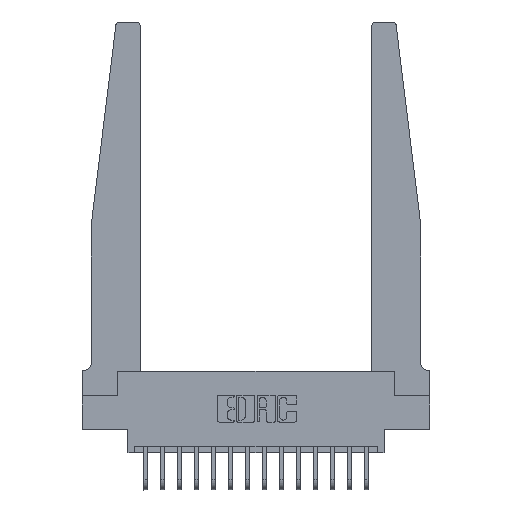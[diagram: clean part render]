
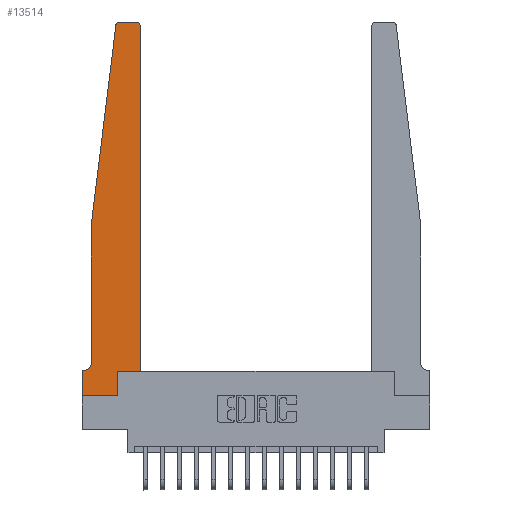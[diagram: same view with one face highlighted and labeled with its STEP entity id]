
A CAD part, top view. The second image highlights one B-rep face of the part: STEP entity #13514.
In plain terms, the highlighted planar face has unit normal (0, 0, 1).
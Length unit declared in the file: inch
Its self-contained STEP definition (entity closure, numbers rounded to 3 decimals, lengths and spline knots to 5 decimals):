
#381 = DIRECTION ( 'NONE',  ( 1., 0., 0. ) ) ;
#843 = VECTOR ( 'NONE', #3977, 39.37008 ) ;
#1346 = LINE ( 'NONE', #16614, #1852 ) ;
#1364 = CARTESIAN_POINT ( 'NONE',  ( 0.395, 2.75, 0.37 ) ) ;
#1385 = CARTESIAN_POINT ( 'NONE',  ( 0.015, 0.1875, 0.37 ) ) ;
#1852 = VECTOR ( 'NONE', #10848, 39.37008 ) ;
#1967 = DIRECTION ( 'NONE',  ( 0., 1., 0. ) ) ;
#2058 = LINE ( 'NONE', #4816, #8691 ) ;
#2271 = CARTESIAN_POINT ( 'NONE',  ( 0.065, 1.25, 0.37 ) ) ;
#2350 = EDGE_CURVE ( 'NONE', #11957, #8185, #16509, .T. ) ;
#2860 = CARTESIAN_POINT ( 'NONE',  ( 0., 0.1875, 0.37 ) ) ;
#2986 = EDGE_CURVE ( 'NONE', #8653, #11985, #6852, .T. ) ;
#3300 = ORIENTED_EDGE ( 'NONE', *, *, #12136, .T. ) ;
#3360 = CARTESIAN_POINT ( 'NONE',  ( 0.395, 2.72, 0.37 ) ) ;
#3455 = EDGE_CURVE ( 'NONE', #5817, #11235, #2058, .T. ) ;
#3812 = LINE ( 'NONE', #18039, #15140 ) ;
#3834 = CARTESIAN_POINT ( 'NONE',  ( 0., 0.1875, 0.37 ) ) ;
#3840 = AXIS2_PLACEMENT_3D ( 'NONE', #10994, #5116, #12667 ) ;
#3957 = CARTESIAN_POINT ( 'NONE',  ( 0., 0., 0.37 ) ) ;
#3977 = DIRECTION ( 'NONE',  ( -1., 0., 0. ) ) ;
#4031 = DIRECTION ( 'NONE',  ( 0., 0., -1. ) ) ;
#4081 = VECTOR ( 'NONE', #1967, 39.37008 ) ;
#4427 = ORIENTED_EDGE ( 'NONE', *, *, #13051, .T. ) ;
#4438 = CIRCLE ( 'NONE', #15937, 0.05 ) ;
#4635 = FACE_OUTER_BOUND ( 'NONE', #18095, .T. ) ;
#4650 = DIRECTION ( 'NONE',  ( -1., 0., 0. ) ) ;
#4721 = DIRECTION ( 'NONE',  ( 0., 0., 1. ) ) ;
#4816 = CARTESIAN_POINT ( 'NONE',  ( 0.2605, 0.18, 0.37 ) ) ;
#5116 = DIRECTION ( 'NONE',  ( 0., 0., 1. ) ) ;
#5128 = VERTEX_POINT ( 'NONE', #1385 ) ;
#5368 = VECTOR ( 'NONE', #12494, 39.37008 ) ;
#5370 = DIRECTION ( 'NONE',  ( 0., -1., 0. ) ) ;
#5635 = LINE ( 'NONE', #7447, #843 ) ;
#5713 = CARTESIAN_POINT ( 'NONE',  ( 0.24675, 2.72367, 0.37 ) ) ;
#5817 = VERTEX_POINT ( 'NONE', #13443 ) ;
#6034 = CARTESIAN_POINT ( 'NONE',  ( 0.065, 0.2375, 0.37 ) ) ;
#6720 = VERTEX_POINT ( 'NONE', #1364 ) ;
#6727 = ORIENTED_EDGE ( 'NONE', *, *, #11214, .T. ) ;
#6852 = LINE ( 'NONE', #3957, #15802 ) ;
#6967 = CARTESIAN_POINT ( 'NONE',  ( 0.015, 0.2375, 0.37 ) ) ;
#7430 = VERTEX_POINT ( 'NONE', #6034 ) ;
#7447 = CARTESIAN_POINT ( 'NONE',  ( 0.25, 2.75, 0.37 ) ) ;
#7844 = DIRECTION ( 'NONE',  ( 1., 0., 0. ) ) ;
#8185 = VERTEX_POINT ( 'NONE', #2271 ) ;
#8200 = ORIENTED_EDGE ( 'NONE', *, *, #12603, .T. ) ;
#8286 = VECTOR ( 'NONE', #381, 39.37008 ) ;
#8510 = VECTOR ( 'NONE', #10778, 39.37008 ) ;
#8653 = VERTEX_POINT ( 'NONE', #3834 ) ;
#8691 = VECTOR ( 'NONE', #12627, 39.37008 ) ;
#8861 = CARTESIAN_POINT ( 'NONE',  ( 0., 0., 0.37 ) ) ;
#9121 = ORIENTED_EDGE ( 'NONE', *, *, #2350, .T. ) ;
#9439 = AXIS2_PLACEMENT_3D ( 'NONE', #3360, #14059, #18479 ) ;
#9703 = CARTESIAN_POINT ( 'NONE',  ( 0.425, 0.18, 0.37 ) ) ;
#10007 = AXIS2_PLACEMENT_3D ( 'NONE', #2860, #4721, #7844 ) ;
#10114 = EDGE_CURVE ( 'NONE', #5128, #8653, #3812, .T. ) ;
#10169 = LINE ( 'NONE', #9703, #8286 ) ;
#10382 = CIRCLE ( 'NONE', #3840, 0.03 ) ;
#10469 = CARTESIAN_POINT ( 'NONE',  ( 0.27653, 2.75, 0.37 ) ) ;
#10644 = ORIENTED_EDGE ( 'NONE', *, *, #19057, .T. ) ;
#10660 = ORIENTED_EDGE ( 'NONE', *, *, #16989, .T. ) ;
#10708 = LINE ( 'NONE', #15596, #4081 ) ;
#10778 = DIRECTION ( 'NONE',  ( -0.122, -0.992, 0. ) ) ;
#10848 = DIRECTION ( 'NONE',  ( 0., -1., 0. ) ) ;
#10994 = CARTESIAN_POINT ( 'NONE',  ( 0.27653, 2.72, 0.37 ) ) ;
#11214 = EDGE_CURVE ( 'NONE', #11235, #19075, #10169, .T. ) ;
#11235 = VERTEX_POINT ( 'NONE', #12619 ) ;
#11568 = ORIENTED_EDGE ( 'NONE', *, *, #12628, .T. ) ;
#11957 = VERTEX_POINT ( 'NONE', #5713 ) ;
#11985 = VERTEX_POINT ( 'NONE', #8861 ) ;
#12136 = EDGE_CURVE ( 'NONE', #8185, #7430, #1346, .T. ) ;
#12431 = CARTESIAN_POINT ( 'NONE',  ( 0.425, 0.18, 0.37 ) ) ;
#12494 = DIRECTION ( 'NONE',  ( 1., 0., 0. ) ) ;
#12603 = EDGE_CURVE ( 'NONE', #6720, #19534, #5635, .T. ) ;
#12619 = CARTESIAN_POINT ( 'NONE',  ( 0.2605, 0.18, 0.37 ) ) ;
#12627 = DIRECTION ( 'NONE',  ( 0., 1., 0. ) ) ;
#12628 = EDGE_CURVE ( 'NONE', #7430, #5128, #4438, .T. ) ;
#12667 = DIRECTION ( 'NONE',  ( 1., 0., 0. ) ) ;
#13051 = EDGE_CURVE ( 'NONE', #11985, #5817, #18347, .T. ) ;
#13443 = CARTESIAN_POINT ( 'NONE',  ( 0.2605, 0., 0.37 ) ) ;
#13514 = ADVANCED_FACE ( 'NONE', ( #4635 ), #17916, .T. ) ;
#13876 = ORIENTED_EDGE ( 'NONE', *, *, #3455, .T. ) ;
#13934 = CARTESIAN_POINT ( 'NONE',  ( 0., 0., 0.37 ) ) ;
#14059 = DIRECTION ( 'NONE',  ( 0., 0., 1. ) ) ;
#14065 = ORIENTED_EDGE ( 'NONE', *, *, #2986, .T. ) ;
#14161 = CARTESIAN_POINT ( 'NONE',  ( 0.425, 2.72, 0.37 ) ) ;
#15140 = VECTOR ( 'NONE', #4650, 39.37008 ) ;
#15596 = CARTESIAN_POINT ( 'NONE',  ( 0.425, 0.18, 0.37 ) ) ;
#15790 = EDGE_CURVE ( 'NONE', #19075, #16986, #10708, .T. ) ;
#15802 = VECTOR ( 'NONE', #5370, 39.37008 ) ;
#15937 = AXIS2_PLACEMENT_3D ( 'NONE', #6967, #4031, #19135 ) ;
#16509 = LINE ( 'NONE', #18481, #8510 ) ;
#16614 = CARTESIAN_POINT ( 'NONE',  ( 0.065, 1.25, 0.37 ) ) ;
#16708 = ORIENTED_EDGE ( 'NONE', *, *, #15790, .T. ) ;
#16986 = VERTEX_POINT ( 'NONE', #14161 ) ;
#16989 = EDGE_CURVE ( 'NONE', #19534, #11957, #10382, .T. ) ;
#17102 = CIRCLE ( 'NONE', #9439, 0.03 ) ;
#17916 = PLANE ( 'NONE',  #10007 ) ;
#18039 = CARTESIAN_POINT ( 'NONE',  ( 0.065, 0.1875, 0.37 ) ) ;
#18095 = EDGE_LOOP ( 'NONE', ( #8200, #10660, #9121, #3300, #11568, #19134, #14065, #4427, #13876, #6727, #16708, #10644 ) ) ;
#18347 = LINE ( 'NONE', #13934, #5368 ) ;
#18479 = DIRECTION ( 'NONE',  ( 1., 0., 0. ) ) ;
#18481 = CARTESIAN_POINT ( 'NONE',  ( 0.065, 1.25, 0.37 ) ) ;
#19057 = EDGE_CURVE ( 'NONE', #16986, #6720, #17102, .T. ) ;
#19075 = VERTEX_POINT ( 'NONE', #12431 ) ;
#19134 = ORIENTED_EDGE ( 'NONE', *, *, #10114, .T. ) ;
#19135 = DIRECTION ( 'NONE',  ( -1., 0., 0. ) ) ;
#19534 = VERTEX_POINT ( 'NONE', #10469 ) ;
